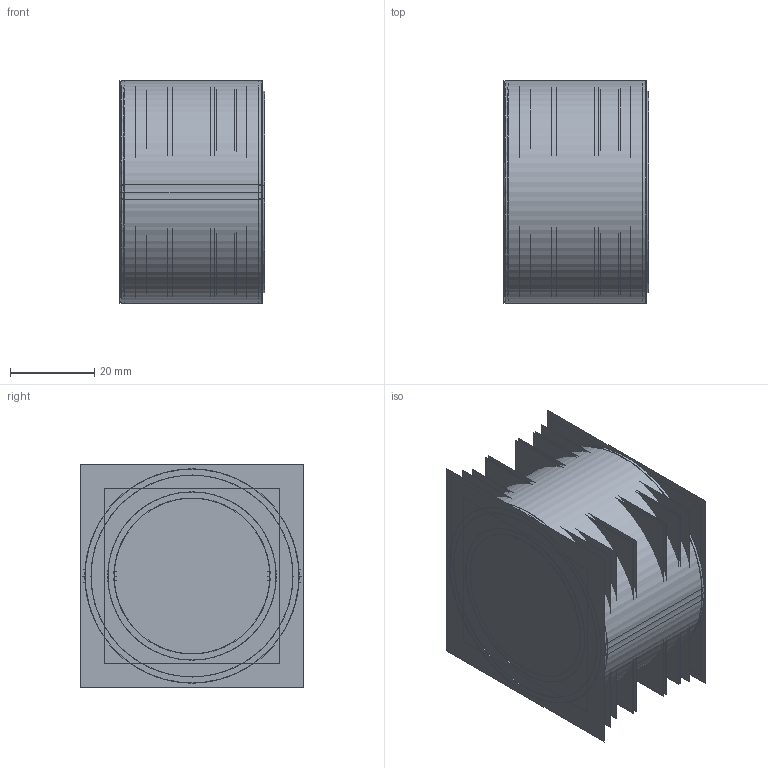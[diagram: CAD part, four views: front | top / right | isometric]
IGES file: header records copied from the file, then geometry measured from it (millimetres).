
Start section:  PTC IGES file: fpd448z.igs
Global section: file name: fpd448z.igs; native system: Creo Parametric by Parametric Technology Corporation; preprocessor: 2013150; author: sales 4; organization: Unknown; date: 20140325.144616; units: millimetre
Bounding box: 34.62 x 53.04 x 53.06 mm (x, y, z)
Volume: 34556 mm3; surface area: 429051.5 mm2
Topology: 52 solids, 52 shells, 5810 faces, 30056 edges, 37508 vertices
Faces by surface type: bspline 3606, revolution 2204
